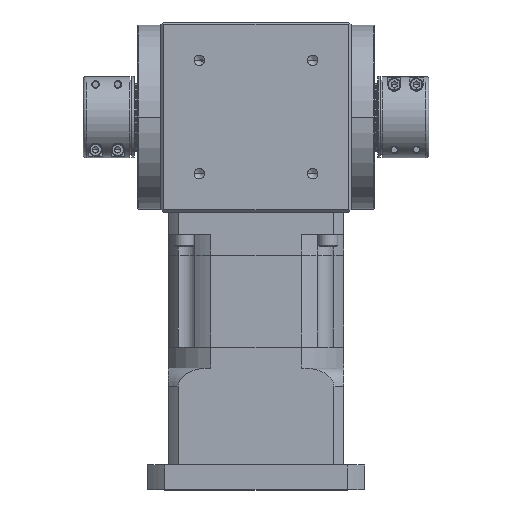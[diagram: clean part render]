
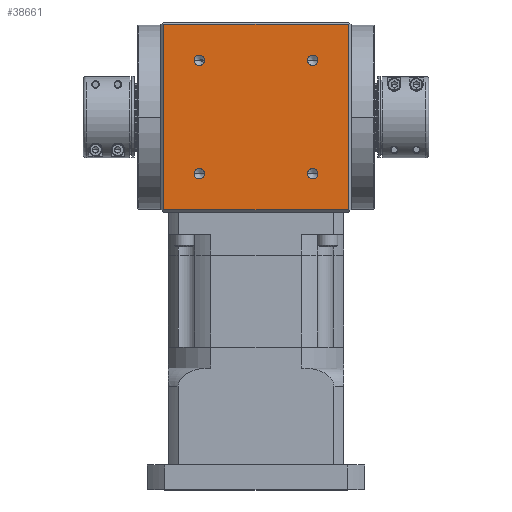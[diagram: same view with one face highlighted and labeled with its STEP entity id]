
A CAD part, top view. The second image highlights one B-rep face of the part: STEP entity #38661.
In plain terms, the highlighted planar face has unit normal (0, 0, 1).
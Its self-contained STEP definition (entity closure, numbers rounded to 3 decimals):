
#290 = EDGE_CURVE ( 'NONE', #9076, #3309, #32030, .T. ) ;
#525 = CIRCLE ( 'NONE', #10646, 4.25 ) ;
#617 = ORIENTED_EDGE ( 'NONE', *, *, #34209, .F. ) ;
#651 = DIRECTION ( 'NONE',  ( 0., -1., 0. ) ) ;
#784 = DIRECTION ( 'NONE',  ( 0., 0., 1. ) ) ;
#793 = CARTESIAN_POINT ( 'NONE',  ( 45.962, 236.038, 77. ) ) ;
#1548 = ORIENTED_EDGE ( 'NONE', *, *, #20699, .F. ) ;
#1740 = VERTEX_POINT ( 'NONE', #6904 ) ;
#1750 = DIRECTION ( 'NONE',  ( 0., -1., 0. ) ) ;
#2467 = AXIS2_PLACEMENT_3D ( 'NONE', #10763, #784, #1750 ) ;
#2662 = VERTEX_POINT ( 'NONE', #27297 ) ;
#3288 = FACE_BOUND ( 'NONE', #18605, .T. ) ;
#3309 = VERTEX_POINT ( 'NONE', #28639 ) ;
#3363 = LINE ( 'NONE', #36318, #25839 ) ;
#3859 = DIRECTION ( 'NONE',  ( 0., -1., 0. ) ) ;
#5019 = ORIENTED_EDGE ( 'NONE', *, *, #6705, .F. ) ;
#5157 = EDGE_CURVE ( 'NONE', #20122, #2662, #38227, .T. ) ;
#6035 = EDGE_LOOP ( 'NONE', ( #21407, #12496, #39260, #617 ) ) ;
#6532 = DIRECTION ( 'NONE',  ( 0., 1., 0. ) ) ;
#6533 = AXIS2_PLACEMENT_3D ( 'NONE', #793, #22200, #3859 ) ;
#6705 = EDGE_CURVE ( 'NONE', #30888, #35290, #37544, .T. ) ;
#6904 = CARTESIAN_POINT ( 'NONE',  ( -45.962, 240.288, 77. ) ) ;
#8293 = AXIS2_PLACEMENT_3D ( 'NONE', #34287, #15996, #37375 ) ;
#8965 = CARTESIAN_POINT ( 'NONE',  ( -95., 207., 77. ) ) ;
#8983 = ORIENTED_EDGE ( 'NONE', *, *, #39048, .F. ) ;
#9022 = ORIENTED_EDGE ( 'NONE', *, *, #290, .F. ) ;
#9076 = VERTEX_POINT ( 'NONE', #19837 ) ;
#9680 = DIRECTION ( 'NONE',  ( 0., 0., 1. ) ) ;
#10399 = CARTESIAN_POINT ( 'NONE',  ( 45.962, 323.712, 77. ) ) ;
#10646 = AXIS2_PLACEMENT_3D ( 'NONE', #16177, #37558, #19258 ) ;
#10763 = CARTESIAN_POINT ( 'NONE',  ( 45.962, 236.038, 77. ) ) ;
#10882 = VERTEX_POINT ( 'NONE', #19720 ) ;
#11416 = FACE_BOUND ( 'NONE', #31227, .T. ) ;
#11704 = AXIS2_PLACEMENT_3D ( 'NONE', #17769, #39120, #20841 ) ;
#11776 = LINE ( 'NONE', #8965, #34796 ) ;
#11912 = ORIENTED_EDGE ( 'NONE', *, *, #38785, .F. ) ;
#11999 = DIRECTION ( 'NONE',  ( -1., 0., 0. ) ) ;
#12001 = PLANE ( 'NONE',  #25533 ) ;
#12234 = CIRCLE ( 'NONE', #13272, 4.25 ) ;
#12281 = DIRECTION ( 'NONE',  ( 0., 0., -1. ) ) ;
#12390 = FACE_BOUND ( 'NONE', #32180, .T. ) ;
#12496 = ORIENTED_EDGE ( 'NONE', *, *, #21003, .F. ) ;
#12604 = VECTOR ( 'NONE', #39570, 1000. ) ;
#13272 = AXIS2_PLACEMENT_3D ( 'NONE', #16147, #37522, #19229 ) ;
#14614 = CIRCLE ( 'NONE', #25946, 4.25 ) ;
#14923 = VERTEX_POINT ( 'NONE', #26456 ) ;
#15996 = DIRECTION ( 'NONE',  ( 0., 0., 1. ) ) ;
#16147 = CARTESIAN_POINT ( 'NONE',  ( -45.962, 327.962, 77. ) ) ;
#16177 = CARTESIAN_POINT ( 'NONE',  ( 45.962, 327.962, 77. ) ) ;
#16658 = EDGE_CURVE ( 'NONE', #29872, #10882, #14614, .T. ) ;
#16823 = CIRCLE ( 'NONE', #6533, 4.25 ) ;
#16870 = CARTESIAN_POINT ( 'NONE',  ( 74.872, 357., 77. ) ) ;
#17769 = CARTESIAN_POINT ( 'NONE',  ( -45.962, 236.038, 77. ) ) ;
#18605 = EDGE_LOOP ( 'NONE', ( #1548, #9022 ) ) ;
#18883 = EDGE_CURVE ( 'NONE', #29380, #35599, #28832, .T. ) ;
#18976 = DIRECTION ( 'NONE',  ( 0., 0., 1. ) ) ;
#19229 = DIRECTION ( 'NONE',  ( 0., -1., 0. ) ) ;
#19258 = DIRECTION ( 'NONE',  ( 0., -1., 0. ) ) ;
#19572 = FACE_BOUND ( 'NONE', #28250, .T. ) ;
#19683 = ORIENTED_EDGE ( 'NONE', *, *, #20716, .F. ) ;
#19720 = CARTESIAN_POINT ( 'NONE',  ( 45.962, 332.212, 77. ) ) ;
#19837 = CARTESIAN_POINT ( 'NONE',  ( 45.962, 240.288, 77. ) ) ;
#20122 = VERTEX_POINT ( 'NONE', #25561 ) ;
#20699 = EDGE_CURVE ( 'NONE', #3309, #9076, #16823, .T. ) ;
#20716 = EDGE_CURVE ( 'NONE', #10882, #29872, #525, .T. ) ;
#20841 = DIRECTION ( 'NONE',  ( 0., -1., 0. ) ) ;
#20977 = CIRCLE ( 'NONE', #31681, 4.25 ) ;
#21003 = EDGE_CURVE ( 'NONE', #2662, #29380, #3363, .T. ) ;
#21407 = ORIENTED_EDGE ( 'NONE', *, *, #18883, .F. ) ;
#22200 = DIRECTION ( 'NONE',  ( 0., 0., 1. ) ) ;
#22643 = CARTESIAN_POINT ( 'NONE',  ( 74.872, 207., 77. ) ) ;
#22923 = EDGE_CURVE ( 'NONE', #35290, #30888, #12234, .T. ) ;
#23867 = VECTOR ( 'NONE', #6532, 1000. ) ;
#24857 = CARTESIAN_POINT ( 'NONE',  ( -74.872, 0., 77. ) ) ;
#25526 = ORIENTED_EDGE ( 'NONE', *, *, #22923, .F. ) ;
#25533 = AXIS2_PLACEMENT_3D ( 'NONE', #30581, #12281, #33665 ) ;
#25561 = CARTESIAN_POINT ( 'NONE',  ( -74.872, 207., 77. ) ) ;
#25839 = VECTOR ( 'NONE', #39408, 1000. ) ;
#25946 = AXIS2_PLACEMENT_3D ( 'NONE', #27937, #9680, #31019 ) ;
#26456 = CARTESIAN_POINT ( 'NONE',  ( -45.962, 231.788, 77. ) ) ;
#27297 = CARTESIAN_POINT ( 'NONE',  ( -74.872, 357., 77. ) ) ;
#27937 = CARTESIAN_POINT ( 'NONE',  ( 45.962, 327.962, 77. ) ) ;
#28250 = EDGE_LOOP ( 'NONE', ( #5019, #25526 ) ) ;
#28639 = CARTESIAN_POINT ( 'NONE',  ( 45.962, 231.788, 77. ) ) ;
#28832 = LINE ( 'NONE', #30332, #12604 ) ;
#29189 = CARTESIAN_POINT ( 'NONE',  ( -45.962, 332.212, 77. ) ) ;
#29380 = VERTEX_POINT ( 'NONE', #16870 ) ;
#29872 = VERTEX_POINT ( 'NONE', #10399 ) ;
#30332 = CARTESIAN_POINT ( 'NONE',  ( 74.872, 0., 77. ) ) ;
#30581 = CARTESIAN_POINT ( 'NONE',  ( -95., 359., 77. ) ) ;
#30888 = VERTEX_POINT ( 'NONE', #34752 ) ;
#31019 = DIRECTION ( 'NONE',  ( 0., -1., 0. ) ) ;
#31227 = EDGE_LOOP ( 'NONE', ( #31321, #19683 ) ) ;
#31321 = ORIENTED_EDGE ( 'NONE', *, *, #16658, .F. ) ;
#31681 = AXIS2_PLACEMENT_3D ( 'NONE', #37272, #18976, #651 ) ;
#32030 = CIRCLE ( 'NONE', #2467, 4.25 ) ;
#32180 = EDGE_LOOP ( 'NONE', ( #8983, #11912 ) ) ;
#32862 = CIRCLE ( 'NONE', #11704, 4.25 ) ;
#33665 = DIRECTION ( 'NONE',  ( 0., 1., 0. ) ) ;
#34209 = EDGE_CURVE ( 'NONE', #35599, #20122, #11776, .T. ) ;
#34287 = CARTESIAN_POINT ( 'NONE',  ( -45.962, 327.962, 77. ) ) ;
#34752 = CARTESIAN_POINT ( 'NONE',  ( -45.962, 323.712, 77. ) ) ;
#34796 = VECTOR ( 'NONE', #11999, 1000. ) ;
#34850 = FACE_OUTER_BOUND ( 'NONE', #6035, .T. ) ;
#35290 = VERTEX_POINT ( 'NONE', #29189 ) ;
#35599 = VERTEX_POINT ( 'NONE', #22643 ) ;
#36318 = CARTESIAN_POINT ( 'NONE',  ( -95., 357., 77. ) ) ;
#37272 = CARTESIAN_POINT ( 'NONE',  ( -45.962, 236.038, 77. ) ) ;
#37375 = DIRECTION ( 'NONE',  ( 0., -1., 0. ) ) ;
#37522 = DIRECTION ( 'NONE',  ( 0., 0., 1. ) ) ;
#37544 = CIRCLE ( 'NONE', #8293, 4.25 ) ;
#37558 = DIRECTION ( 'NONE',  ( 0., 0., 1. ) ) ;
#38227 = LINE ( 'NONE', #24857, #23867 ) ;
#38661 = ADVANCED_FACE ( 'NONE', ( #19572, #11416, #3288, #12390, #34850 ), #12001, .F. ) ;
#38785 = EDGE_CURVE ( 'NONE', #1740, #14923, #20977, .T. ) ;
#39048 = EDGE_CURVE ( 'NONE', #14923, #1740, #32862, .T. ) ;
#39120 = DIRECTION ( 'NONE',  ( 0., 0., 1. ) ) ;
#39260 = ORIENTED_EDGE ( 'NONE', *, *, #5157, .F. ) ;
#39408 = DIRECTION ( 'NONE',  ( 1., 0., 0. ) ) ;
#39570 = DIRECTION ( 'NONE',  ( 0., -1., 0. ) ) ;
